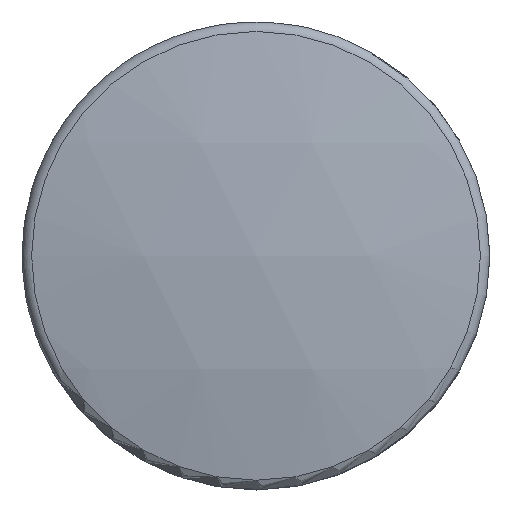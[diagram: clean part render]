
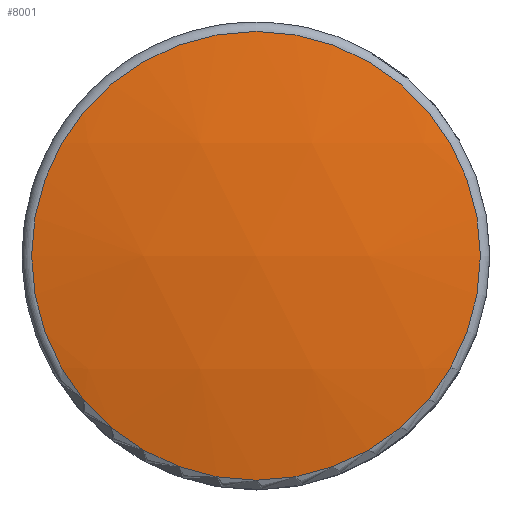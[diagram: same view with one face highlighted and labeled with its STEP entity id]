
A CAD part, top view. The second image highlights one B-rep face of the part: STEP entity #8001.
In plain terms, the highlighted spherical face has radius 150 mm.
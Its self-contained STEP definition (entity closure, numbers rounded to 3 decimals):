
#23=SPHERICAL_SURFACE('',#8658,150.);
#2080=ORIENTED_EDGE('',*,*,#3942,.F.);
#3942=EDGE_CURVE('',#4935,#4935,#5628,.T.);
#4935=VERTEX_POINT('',#13112);
#5628=CIRCLE('',#8659,30.222);
#6074=EDGE_LOOP('',(#2080));
#6669=FACE_BOUND('',#6074,.T.);
#8001=ADVANCED_FACE('',(#6669),#23,.T.);
#8658=AXIS2_PLACEMENT_3D('',#13110,#9873,#9874);
#8659=AXIS2_PLACEMENT_3D('',#13111,#9875,#9876);
#9873=DIRECTION('',(0.,0.,-1.));
#9874=DIRECTION('',(-1.,0.,0.));
#9875=DIRECTION('',(0.,-1.,0.));
#9876=DIRECTION('',(1.,0.,0.));
#13110=CARTESIAN_POINT('',(0.,-140.8,0.));
#13111=CARTESIAN_POINT('',(0.,6.124,0.));
#13112=CARTESIAN_POINT('',(30.222,6.124,0.));
